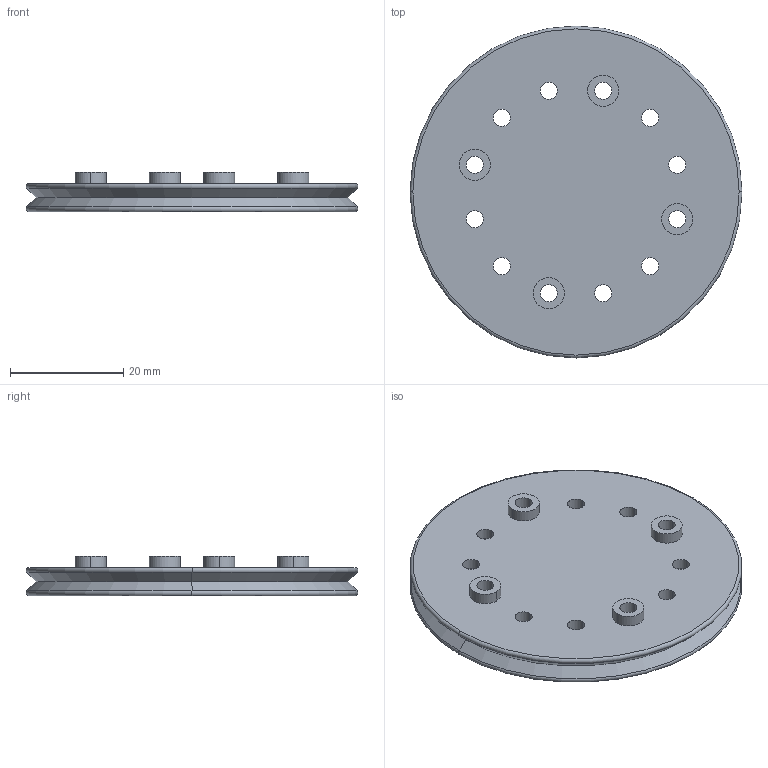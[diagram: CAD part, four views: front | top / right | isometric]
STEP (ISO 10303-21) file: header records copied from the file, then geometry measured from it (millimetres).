
FILE_DESCRIPTION (( 'STEP AP214' ), '1' );
FILE_NAME ('粟俶汋絳寢', '2024-10-13T07:08:54', ( '' ), ( '' ), 'SwSTEP 2.0', 'SolidWorks 2024', '' );
FILE_SCHEMA (( 'AUTOMOTIVE_DESIGN' ));
Length unit declared in the file: millimetre
Products named in the file (1): 弹性绳导轨
Bounding box: 58.58 x 58.58 x 7 mm (x, y, z)
Volume: 11898.1 mm3; surface area: 7425.4 mm2
Topology: 1 solids, 1 shells, 130 faces, 330 edges, 218 vertices
Faces by surface type: plane 90, cylinder 32, torus 4, cone 4
Entity records: 3975 total; most frequent: CARTESIAN_POINT 679, DIRECTION 670, ORIENTED_EDGE 660, EDGE_CURVE 330, VECTOR 252, LINE 252, VERTEX_POINT 218, AXIS2_PLACEMENT_3D 209
